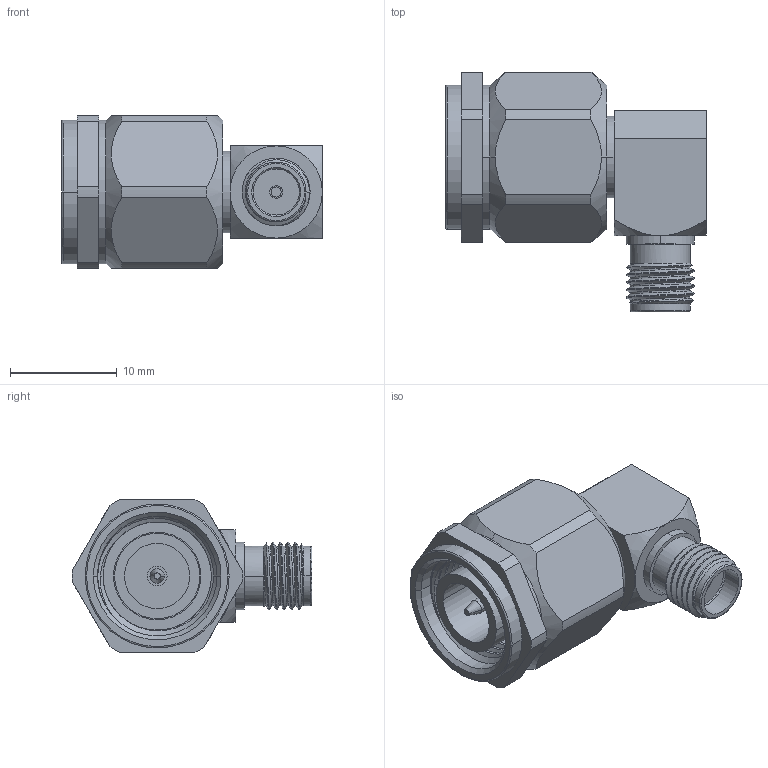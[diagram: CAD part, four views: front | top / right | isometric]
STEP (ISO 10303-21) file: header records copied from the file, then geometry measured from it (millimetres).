
FILE_DESCRIPTION (( 'STEP AP203' ), '1' );
FILE_NAME ('SM4730.step', '2019-02-08T14:46:25', ( '' ), ( '' ), 'SwSTEP 2.0', 'SolidWorks 2017', '' );
FILE_SCHEMA (( 'CONFIG_CONTROL_DESIGN' ));
Length unit declared in the file: inch
Products named in the file (1): SM4730
Bounding box: 24.38 x 22.44 x 14.27 mm (x, y, z)
Volume: 2900.1 mm3; surface area: 2490 mm2
Topology: 1 solids, 1 shells, 132 faces, 318 edges, 204 vertices
Faces by surface type: cylinder 63, plane 36, cone 23, bspline 6, torus 4
Entity records: 6204 total; most frequent: CARTESIAN_POINT 3184, ORIENTED_EDGE 636, DIRECTION 588, EDGE_CURVE 318, AXIS2_PLACEMENT_3D 236, VERTEX_POINT 204, EDGE_LOOP 148, ADVANCED_FACE 132
